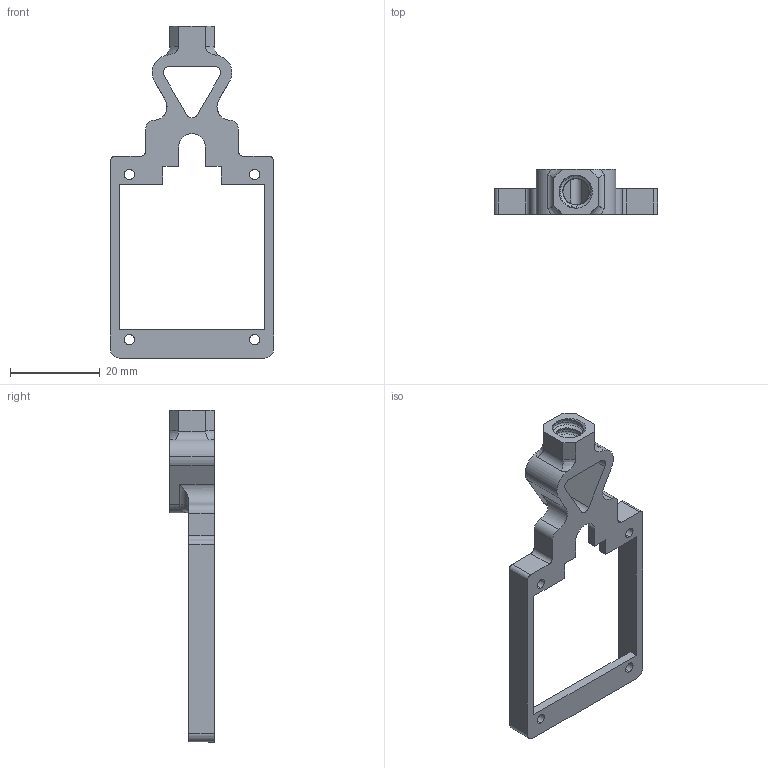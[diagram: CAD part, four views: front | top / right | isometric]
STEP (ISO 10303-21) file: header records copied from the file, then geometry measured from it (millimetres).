
FILE_DESCRIPTION (( 'STEP AP214' ), '1' );
FILE_NAME ('LED_holder_1.2_universal.STEP', '2019-10-03T14:46:39', ( '' ), ( '' ), 'SwSTEP 2.0', 'SolidWorks 2012', '' );
FILE_SCHEMA (( 'AUTOMOTIVE_DESIGN' ));
Length unit declared in the file: millimetre
Products named in the file (1): LED_holder_1.2_universal
Bounding box: 36.4 x 10 x 74.06 mm (x, y, z)
Volume: 4006.6 mm3; surface area: 4671.8 mm2
Topology: 1 solids, 1 shells, 99 faces, 305 edges, 205 vertices
Faces by surface type: plane 42, cylinder 39, bspline 11, cone 5, torus 2
Entity records: 9711 total; most frequent: CARTESIAN_POINT 7056, ORIENTED_EDGE 606, DIRECTION 474, EDGE_CURVE 303, VERTEX_POINT 205, VECTOR 160, LINE 160, AXIS2_PLACEMENT_3D 157
